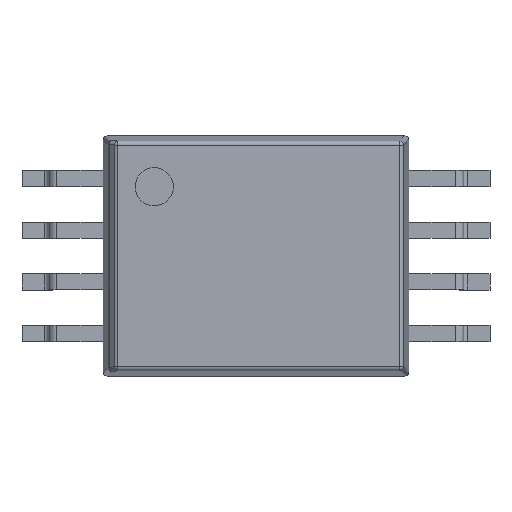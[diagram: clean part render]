
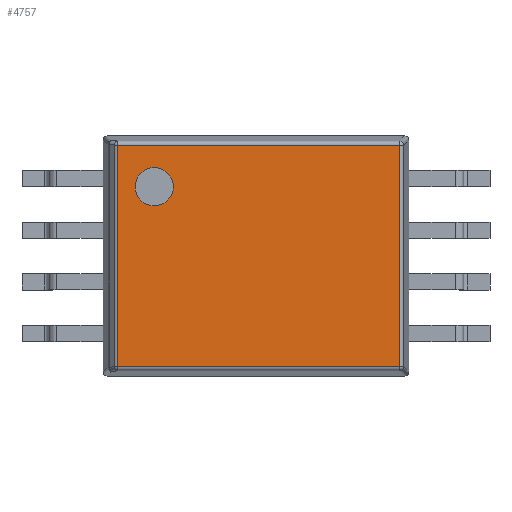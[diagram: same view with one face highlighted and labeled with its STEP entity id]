
A CAD part, top view. The second image highlights one B-rep face of the part: STEP entity #4757.
In plain terms, the highlighted planar face has unit normal (0, 0, 1).
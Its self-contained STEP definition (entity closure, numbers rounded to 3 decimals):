
#3912 = CYLINDRICAL_SURFACE('',#3913,0.1);
#3913 = AXIS2_PLACEMENT_3D('',#3914,#3915,#3916);
#3914 = CARTESIAN_POINT('',(0.3,5.673,2.7));
#3915 = DIRECTION('',(1.,0.,0.));
#3916 = DIRECTION('',(-0.,0.995,0.105));
#4113 = CYLINDRICAL_SURFACE('',#4114,0.1);
#4114 = AXIS2_PLACEMENT_3D('',#4115,#4116,#4117);
#4115 = CARTESIAN_POINT('',(0.3,0.227,2.7));
#4116 = DIRECTION('',(1.,-0.,0.));
#4117 = DIRECTION('',(-0.,-0.995,0.105));
#4214 = CYLINDRICAL_SURFACE('',#4215,0.1);
#4215 = AXIS2_PLACEMENT_3D('',#4216,#4217,#4218);
#4216 = CARTESIAN_POINT('',(0.341,0.137,2.7));
#4217 = DIRECTION('',(0.,1.,0.));
#4218 = DIRECTION('',(-0.707,0.,0.707));
#4375 = VERTEX_POINT('',#4376);
#4376 = CARTESIAN_POINT('',(0.341,5.673,2.8));
#4409 = EDGE_CURVE('',#4375,#4410,#4412,.T.);
#4410 = VERTEX_POINT('',#4411);
#4411 = CARTESIAN_POINT('',(7.273,5.673,2.8));
#4412 = SURFACE_CURVE('',#4413,(#4417,#4424),.PCURVE_S1.);
#4413 = LINE('',#4414,#4415);
#4414 = CARTESIAN_POINT('',(0.3,5.673,2.8));
#4415 = VECTOR('',#4416,1.);
#4416 = DIRECTION('',(1.,0.,0.));
#4417 = PCURVE('',#3912,#4418);
#4418 = DEFINITIONAL_REPRESENTATION('',(#4419),#4423);
#4419 = LINE('',#4420,#4421);
#4420 = CARTESIAN_POINT('',(1.466,0.));
#4421 = VECTOR('',#4422,1.);
#4422 = DIRECTION('',(0.,1.));
#4423 = ( GEOMETRIC_REPRESENTATION_CONTEXT(2) 
PARAMETRIC_REPRESENTATION_CONTEXT() REPRESENTATION_CONTEXT('2D SPACE',''
  ) );
#4424 = PCURVE('',#4425,#4430);
#4425 = PLANE('',#4426);
#4426 = AXIS2_PLACEMENT_3D('',#4427,#4428,#4429);
#4427 = CARTESIAN_POINT('',(0.,0.,2.8));
#4428 = DIRECTION('',(0.,0.,1.));
#4429 = DIRECTION('',(1.,0.,-0.));
#4430 = DEFINITIONAL_REPRESENTATION('',(#4431),#4435);
#4431 = LINE('',#4432,#4433);
#4432 = CARTESIAN_POINT('',(0.3,5.673));
#4433 = VECTOR('',#4434,1.);
#4434 = DIRECTION('',(1.,0.));
#4435 = ( GEOMETRIC_REPRESENTATION_CONTEXT(2) 
PARAMETRIC_REPRESENTATION_CONTEXT() REPRESENTATION_CONTEXT('2D SPACE',''
  ) );
#4553 = VERTEX_POINT('',#4554);
#4554 = CARTESIAN_POINT('',(0.341,0.227,2.8));
#4587 = EDGE_CURVE('',#4553,#4588,#4590,.T.);
#4588 = VERTEX_POINT('',#4589);
#4589 = CARTESIAN_POINT('',(7.273,0.227,2.8));
#4590 = SURFACE_CURVE('',#4591,(#4595,#4602),.PCURVE_S1.);
#4591 = LINE('',#4592,#4593);
#4592 = CARTESIAN_POINT('',(0.3,0.227,2.8));
#4593 = VECTOR('',#4594,1.);
#4594 = DIRECTION('',(1.,-0.,0.));
#4595 = PCURVE('',#4113,#4596);
#4596 = DEFINITIONAL_REPRESENTATION('',(#4597),#4601);
#4597 = LINE('',#4598,#4599);
#4598 = CARTESIAN_POINT('',(-1.466,0.));
#4599 = VECTOR('',#4600,1.);
#4600 = DIRECTION('',(-0.,1.));
#4601 = ( GEOMETRIC_REPRESENTATION_CONTEXT(2) 
PARAMETRIC_REPRESENTATION_CONTEXT() REPRESENTATION_CONTEXT('2D SPACE',''
  ) );
#4602 = PCURVE('',#4425,#4603);
#4603 = DEFINITIONAL_REPRESENTATION('',(#4604),#4608);
#4604 = LINE('',#4605,#4606);
#4605 = CARTESIAN_POINT('',(0.3,0.227));
#4606 = VECTOR('',#4607,1.);
#4607 = DIRECTION('',(1.,0.));
#4608 = ( GEOMETRIC_REPRESENTATION_CONTEXT(2) 
PARAMETRIC_REPRESENTATION_CONTEXT() REPRESENTATION_CONTEXT('2D SPACE',''
  ) );
#4653 = EDGE_CURVE('',#4553,#4375,#4654,.T.);
#4654 = SURFACE_CURVE('',#4655,(#4659,#4666),.PCURVE_S1.);
#4655 = LINE('',#4656,#4657);
#4656 = CARTESIAN_POINT('',(0.341,0.137,2.8));
#4657 = VECTOR('',#4658,1.);
#4658 = DIRECTION('',(0.,1.,0.));
#4659 = PCURVE('',#4214,#4660);
#4660 = DEFINITIONAL_REPRESENTATION('',(#4661),#4665);
#4661 = LINE('',#4662,#4663);
#4662 = CARTESIAN_POINT('',(0.785,0.));
#4663 = VECTOR('',#4664,1.);
#4664 = DIRECTION('',(0.,1.));
#4665 = ( GEOMETRIC_REPRESENTATION_CONTEXT(2) 
PARAMETRIC_REPRESENTATION_CONTEXT() REPRESENTATION_CONTEXT('2D SPACE',''
  ) );
#4666 = PCURVE('',#4425,#4667);
#4667 = DEFINITIONAL_REPRESENTATION('',(#4668),#4672);
#4668 = LINE('',#4669,#4670);
#4669 = CARTESIAN_POINT('',(0.341,0.137));
#4670 = VECTOR('',#4671,1.);
#4671 = DIRECTION('',(0.,1.));
#4672 = ( GEOMETRIC_REPRESENTATION_CONTEXT(2) 
PARAMETRIC_REPRESENTATION_CONTEXT() REPRESENTATION_CONTEXT('2D SPACE',''
  ) );
#4714 = CYLINDRICAL_SURFACE('',#4715,0.1);
#4715 = AXIS2_PLACEMENT_3D('',#4716,#4717,#4718);
#4716 = CARTESIAN_POINT('',(7.273,0.137,2.7));
#4717 = DIRECTION('',(0.,1.,-0.));
#4718 = DIRECTION('',(0.995,0.,0.105));
#4757 = ADVANCED_FACE('',(#4758,#4784),#4425,.T.);
#4758 = FACE_BOUND('',#4759,.T.);
#4759 = EDGE_LOOP('',(#4760,#4761,#4762,#4763));
#4760 = ORIENTED_EDGE('',*,*,#4409,.F.);
#4761 = ORIENTED_EDGE('',*,*,#4653,.F.);
#4762 = ORIENTED_EDGE('',*,*,#4587,.T.);
#4763 = ORIENTED_EDGE('',*,*,#4764,.T.);
#4764 = EDGE_CURVE('',#4588,#4410,#4765,.T.);
#4765 = SURFACE_CURVE('',#4766,(#4770,#4777),.PCURVE_S1.);
#4766 = LINE('',#4767,#4768);
#4767 = CARTESIAN_POINT('',(7.273,0.137,2.8));
#4768 = VECTOR('',#4769,1.);
#4769 = DIRECTION('',(0.,1.,-0.));
#4770 = PCURVE('',#4425,#4771);
#4771 = DEFINITIONAL_REPRESENTATION('',(#4772),#4776);
#4772 = LINE('',#4773,#4774);
#4773 = CARTESIAN_POINT('',(7.273,0.137));
#4774 = VECTOR('',#4775,1.);
#4775 = DIRECTION('',(0.,1.));
#4776 = ( GEOMETRIC_REPRESENTATION_CONTEXT(2) 
PARAMETRIC_REPRESENTATION_CONTEXT() REPRESENTATION_CONTEXT('2D SPACE',''
  ) );
#4777 = PCURVE('',#4714,#4778);
#4778 = DEFINITIONAL_REPRESENTATION('',(#4779),#4783);
#4779 = LINE('',#4780,#4781);
#4780 = CARTESIAN_POINT('',(-1.466,0.));
#4781 = VECTOR('',#4782,1.);
#4782 = DIRECTION('',(-0.,1.));
#4783 = ( GEOMETRIC_REPRESENTATION_CONTEXT(2) 
PARAMETRIC_REPRESENTATION_CONTEXT() REPRESENTATION_CONTEXT('2D SPACE',''
  ) );
#4784 = FACE_BOUND('',#4785,.T.);
#4785 = EDGE_LOOP('',(#4786));
#4786 = ORIENTED_EDGE('',*,*,#4787,.F.);
#4787 = EDGE_CURVE('',#4788,#4788,#4790,.T.);
#4788 = VERTEX_POINT('',#4789);
#4789 = CARTESIAN_POINT('',(1.719,4.65,2.8));
#4790 = SURFACE_CURVE('',#4791,(#4796,#4803),.PCURVE_S1.);
#4791 = CIRCLE('',#4792,0.469);
#4792 = AXIS2_PLACEMENT_3D('',#4793,#4794,#4795);
#4793 = CARTESIAN_POINT('',(1.25,4.65,2.8));
#4794 = DIRECTION('',(0.,0.,1.));
#4795 = DIRECTION('',(1.,0.,-0.));
#4796 = PCURVE('',#4425,#4797);
#4797 = DEFINITIONAL_REPRESENTATION('',(#4798),#4802);
#4798 = CIRCLE('',#4799,0.469);
#4799 = AXIS2_PLACEMENT_2D('',#4800,#4801);
#4800 = CARTESIAN_POINT('',(1.25,4.65));
#4801 = DIRECTION('',(1.,0.));
#4802 = ( GEOMETRIC_REPRESENTATION_CONTEXT(2) 
PARAMETRIC_REPRESENTATION_CONTEXT() REPRESENTATION_CONTEXT('2D SPACE',''
  ) );
#4803 = PCURVE('',#4804,#4809);
#4804 = CYLINDRICAL_SURFACE('',#4805,0.469);
#4805 = AXIS2_PLACEMENT_3D('',#4806,#4807,#4808);
#4806 = CARTESIAN_POINT('',(1.25,4.65,2.7));
#4807 = DIRECTION('',(0.,0.,1.));
#4808 = DIRECTION('',(1.,0.,-0.));
#4809 = DEFINITIONAL_REPRESENTATION('',(#4810),#4814);
#4810 = LINE('',#4811,#4812);
#4811 = CARTESIAN_POINT('',(0.,0.1));
#4812 = VECTOR('',#4813,1.);
#4813 = DIRECTION('',(1.,0.));
#4814 = ( GEOMETRIC_REPRESENTATION_CONTEXT(2) 
PARAMETRIC_REPRESENTATION_CONTEXT() REPRESENTATION_CONTEXT('2D SPACE',''
  ) );
